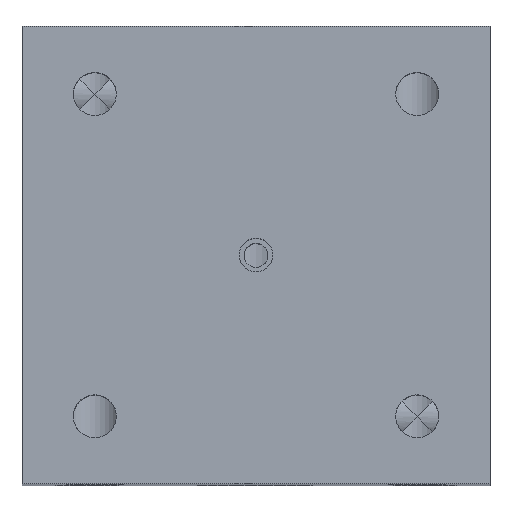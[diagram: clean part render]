
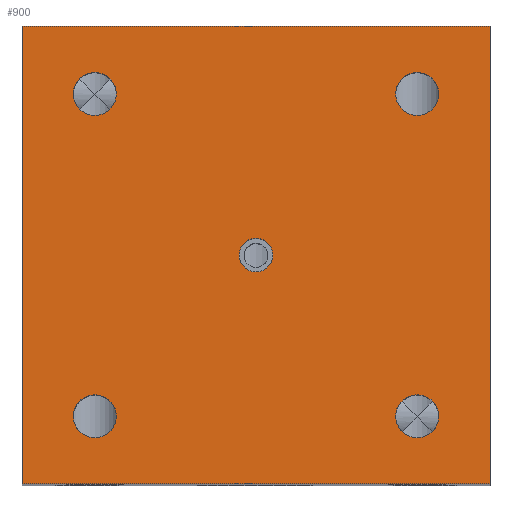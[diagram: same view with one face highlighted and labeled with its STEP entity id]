
A CAD part, top view. The second image highlights one B-rep face of the part: STEP entity #900.
In plain terms, the highlighted planar face has unit normal (0, 0, 1).
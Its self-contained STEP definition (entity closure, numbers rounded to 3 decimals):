
#66=LINE('',#1864,#85);
#67=LINE('',#1866,#86);
#68=LINE('',#1868,#87);
#69=LINE('',#1869,#88);
#85=VECTOR('',#1182,45.);
#86=VECTOR('',#1183,44.);
#87=VECTOR('',#1184,45.);
#88=VECTOR('',#1185,44.);
#103=PLANE('',#991);
#133=FACE_BOUND('',#309,.T.);
#134=FACE_BOUND('',#310,.T.);
#135=FACE_BOUND('',#311,.T.);
#136=FACE_BOUND('',#312,.T.);
#137=FACE_BOUND('',#313,.T.);
#229=FACE_OUTER_BOUND('',#308,.T.);
#308=EDGE_LOOP('',(#725,#726,#727,#728));
#309=EDGE_LOOP('',(#729));
#310=EDGE_LOOP('',(#730));
#311=EDGE_LOOP('',(#731));
#312=EDGE_LOOP('',(#732));
#313=EDGE_LOOP('',(#733));
#410=CIRCLE('',#973,2.067);
#411=CIRCLE('',#975,2.067);
#412=CIRCLE('',#983,2.067);
#413=CIRCLE('',#985,2.067);
#414=CIRCLE('',#987,1.621);
#483=VERTEX_POINT('',#1705);
#485=VERTEX_POINT('',#1751);
#491=VERTEX_POINT('',#1805);
#493=VERTEX_POINT('',#1851);
#494=VERTEX_POINT('',#1854);
#497=VERTEX_POINT('',#1862);
#498=VERTEX_POINT('',#1863);
#499=VERTEX_POINT('',#1865);
#500=VERTEX_POINT('',#1867);
#579=EDGE_CURVE('',#483,#483,#410,.T.);
#581=EDGE_CURVE('',#485,#485,#411,.T.);
#590=EDGE_CURVE('',#491,#491,#412,.T.);
#592=EDGE_CURVE('',#493,#493,#413,.T.);
#593=EDGE_CURVE('',#494,#494,#414,.T.);
#596=EDGE_CURVE('',#497,#498,#66,.T.);
#597=EDGE_CURVE('',#499,#497,#67,.T.);
#598=EDGE_CURVE('',#500,#499,#68,.T.);
#599=EDGE_CURVE('',#498,#500,#69,.T.);
#725=ORIENTED_EDGE('',*,*,#596,.F.);
#726=ORIENTED_EDGE('',*,*,#597,.F.);
#727=ORIENTED_EDGE('',*,*,#598,.F.);
#728=ORIENTED_EDGE('',*,*,#599,.F.);
#729=ORIENTED_EDGE('',*,*,#579,.T.);
#730=ORIENTED_EDGE('',*,*,#581,.T.);
#731=ORIENTED_EDGE('',*,*,#590,.T.);
#732=ORIENTED_EDGE('',*,*,#592,.T.);
#733=ORIENTED_EDGE('',*,*,#593,.T.);
#900=ADVANCED_FACE('',(#229,#133,#134,#135,#136,#137),#103,.T.);
#973=AXIS2_PLACEMENT_3D('',#1706,#1144,#1145);
#975=AXIS2_PLACEMENT_3D('',#1752,#1148,#1149);
#983=AXIS2_PLACEMENT_3D('',#1806,#1164,#1165);
#985=AXIS2_PLACEMENT_3D('',#1852,#1168,#1169);
#987=AXIS2_PLACEMENT_3D('',#1855,#1172,#1173);
#991=AXIS2_PLACEMENT_3D('',#1861,#1180,#1181);
#1144=DIRECTION('center_axis',(0.,0.,-1.));
#1145=DIRECTION('ref_axis',(0.,-1.,0.));
#1148=DIRECTION('center_axis',(0.,0.,-1.));
#1149=DIRECTION('ref_axis',(-1.,0.,0.));
#1164=DIRECTION('center_axis',(0.,0.,-1.));
#1165=DIRECTION('ref_axis',(0.,1.,0.));
#1168=DIRECTION('center_axis',(0.,0.,-1.));
#1169=DIRECTION('ref_axis',(1.,0.,0.));
#1172=DIRECTION('center_axis',(0.,0.,-1.));
#1173=DIRECTION('ref_axis',(1.,0.,0.));
#1180=DIRECTION('center_axis',(0.,0.,1.));
#1181=DIRECTION('ref_axis',(1.,0.,0.));
#1182=DIRECTION('',(1.,0.,0.));
#1183=DIRECTION('',(0.,1.,0.));
#1184=DIRECTION('',(-1.,0.,0.));
#1185=DIRECTION('',(0.,-1.,0.));
#1705=CARTESIAN_POINT('',(21.866,-4.288,85.));
#1706=CARTESIAN_POINT('Origin',(21.866,-2.221,85.));
#1751=CARTESIAN_POINT('',(-11.201,-2.221,85.));
#1752=CARTESIAN_POINT('Origin',(-9.134,-2.221,85.));
#1805=CARTESIAN_POINT('',(-9.134,30.846,85.));
#1806=CARTESIAN_POINT('Origin',(-9.134,28.779,85.));
#1851=CARTESIAN_POINT('',(23.933,28.779,85.));
#1852=CARTESIAN_POINT('Origin',(21.866,28.779,85.));
#1854=CARTESIAN_POINT('',(7.987,13.279,85.));
#1855=CARTESIAN_POINT('Origin',(6.366,13.279,85.));
#1861=CARTESIAN_POINT('Origin',(6.366,13.279,85.));
#1862=CARTESIAN_POINT('',(-16.134,35.279,85.));
#1863=CARTESIAN_POINT('',(28.866,35.279,85.));
#1864=CARTESIAN_POINT('',(28.866,35.279,85.));
#1865=CARTESIAN_POINT('',(-16.134,-8.721,85.));
#1866=CARTESIAN_POINT('',(-16.134,35.279,85.));
#1867=CARTESIAN_POINT('',(28.866,-8.721,85.));
#1868=CARTESIAN_POINT('',(-16.134,-8.721,85.));
#1869=CARTESIAN_POINT('',(28.866,-8.721,85.));
